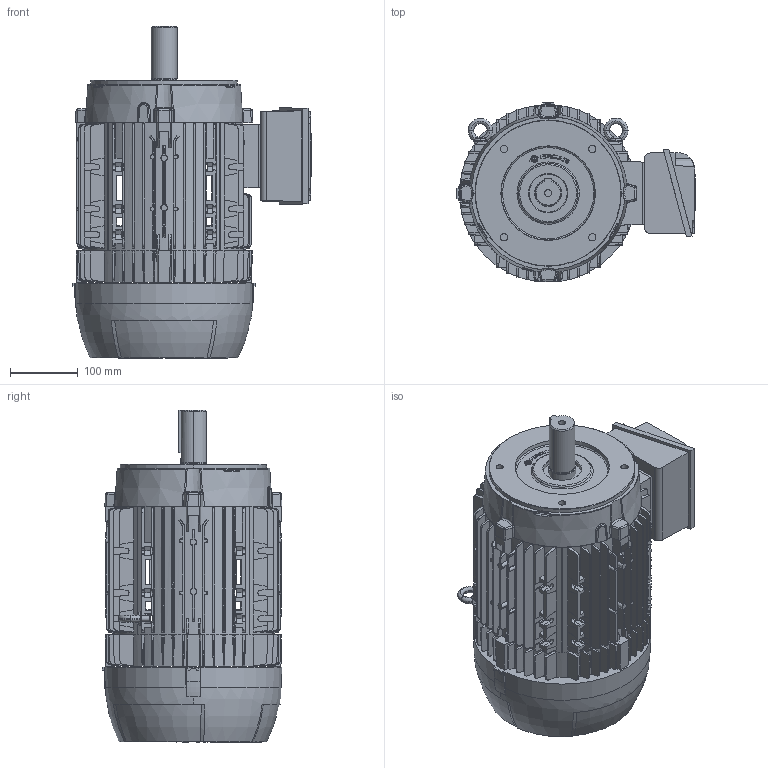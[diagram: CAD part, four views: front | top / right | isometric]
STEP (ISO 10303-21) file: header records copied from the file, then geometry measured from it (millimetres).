
FILE_DESCRIPTION (( 'STEP AP203' ), '1' );
FILE_NAME ('132ML_SP_FC_LEFT.STEP', '2022-07-27T13:00:51', ( '' ), ( '' ), 'SwSTEP 2.0', 'SolidWorks 2020', '' );
FILE_SCHEMA (( 'CONFIG_CONTROL_DESIGN' ));
Products named in the file (1): 132ML_SP_FC_LEFT
Bounding box: 352.04 x 265.6 x 490 mm (x, y, z)
Surface area: 887869.1 mm2 (no closed solid volume)
Topology: 0 solids, 14 shells, 2133 faces, 6315 edges, 4190 vertices
Faces by surface type: plane 1292, cone 352, bspline 254, cylinder 160, torus 67, sphere 8
Entity records: 81849 total; most frequent: CARTESIAN_POINT 29526, ORIENTED_EDGE 11674, DIRECTION 9216, EDGE_CURVE 6315, VERTEX_POINT 4190, VECTOR 3298, LINE 3298, AXIS2_PLACEMENT_3D 2959
